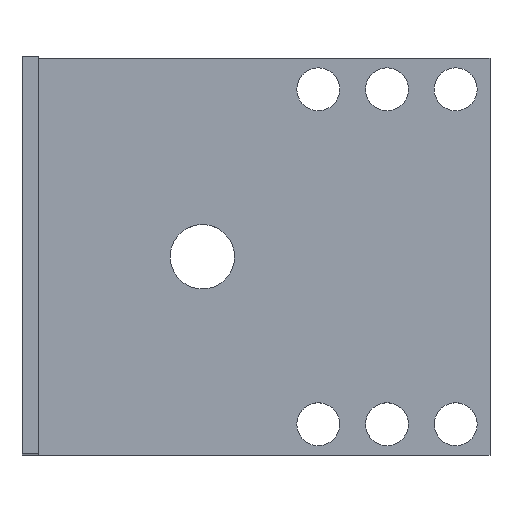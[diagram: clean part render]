
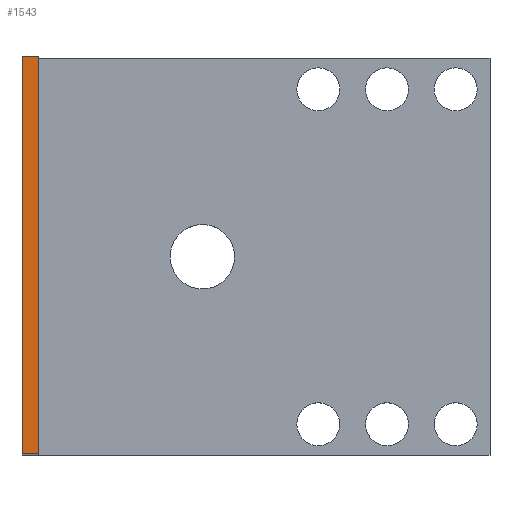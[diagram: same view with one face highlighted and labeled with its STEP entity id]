
A CAD part, top view. The second image highlights one B-rep face of the part: STEP entity #1543.
In plain terms, the highlighted planar face has unit normal (0, 0, 1).
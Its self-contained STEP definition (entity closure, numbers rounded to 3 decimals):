
#397 = PLANE('',#398);
#398 = AXIS2_PLACEMENT_3D('',#399,#400,#401);
#399 = CARTESIAN_POINT('',(0.,0.,1.5));
#400 = DIRECTION('',(0.,1.,0.));
#401 = DIRECTION('',(1.,0.,0.));
#499 = PLANE('',#500);
#500 = AXIS2_PLACEMENT_3D('',#501,#502,#503);
#501 = CARTESIAN_POINT('',(0.,37.,1.5));
#502 = DIRECTION('',(1.,0.,0.));
#503 = DIRECTION('',(0.,-1.,0.));
#603 = PLANE('',#604);
#604 = AXIS2_PLACEMENT_3D('',#605,#606,#607);
#605 = CARTESIAN_POINT('',(1.5,37.,1.5));
#606 = DIRECTION('',(0.,-1.,0.));
#607 = DIRECTION('',(-1.,0.,0.));
#971 = VERTEX_POINT('',#972);
#972 = CARTESIAN_POINT('',(0.,0.,86.));
#993 = EDGE_CURVE('',#971,#994,#996,.T.);
#994 = VERTEX_POINT('',#995);
#995 = CARTESIAN_POINT('',(1.5,0.,86.));
#996 = SURFACE_CURVE('',#997,(#1001,#1008),.PCURVE_S1.);
#997 = LINE('',#998,#999);
#998 = CARTESIAN_POINT('',(0.,0.,86.));
#999 = VECTOR('',#1000,1.);
#1000 = DIRECTION('',(1.,0.,0.));
#1001 = PCURVE('',#397,#1002);
#1002 = DEFINITIONAL_REPRESENTATION('',(#1003),#1007);
#1003 = LINE('',#1004,#1005);
#1004 = CARTESIAN_POINT('',(0.,-84.5));
#1005 = VECTOR('',#1006,1.);
#1006 = DIRECTION('',(1.,0.));
#1007 = ( GEOMETRIC_REPRESENTATION_CONTEXT(2) 
PARAMETRIC_REPRESENTATION_CONTEXT() REPRESENTATION_CONTEXT('2D SPACE',''
  ) );
#1008 = PCURVE('',#1009,#1014);
#1009 = PLANE('',#1010);
#1010 = AXIS2_PLACEMENT_3D('',#1011,#1012,#1013);
#1011 = CARTESIAN_POINT('',(0.75,18.5,86.));
#1012 = DIRECTION('',(0.,0.,1.));
#1013 = DIRECTION('',(1.,0.,0.));
#1014 = DEFINITIONAL_REPRESENTATION('',(#1015),#1019);
#1015 = LINE('',#1016,#1017);
#1016 = CARTESIAN_POINT('',(-0.75,-18.5));
#1017 = VECTOR('',#1018,1.);
#1018 = DIRECTION('',(1.,0.));
#1019 = ( GEOMETRIC_REPRESENTATION_CONTEXT(2) 
PARAMETRIC_REPRESENTATION_CONTEXT() REPRESENTATION_CONTEXT('2D SPACE',''
  ) );
#1035 = PLANE('',#1036);
#1036 = AXIS2_PLACEMENT_3D('',#1037,#1038,#1039);
#1037 = CARTESIAN_POINT('',(1.5,0.,1.5));
#1038 = DIRECTION('',(-1.,0.,0.));
#1039 = DIRECTION('',(0.,1.,0.));
#1100 = VERTEX_POINT('',#1101);
#1101 = CARTESIAN_POINT('',(0.,37.,86.));
#1122 = EDGE_CURVE('',#1100,#971,#1123,.T.);
#1123 = SURFACE_CURVE('',#1124,(#1128,#1135),.PCURVE_S1.);
#1124 = LINE('',#1125,#1126);
#1125 = CARTESIAN_POINT('',(0.,37.,86.));
#1126 = VECTOR('',#1127,1.);
#1127 = DIRECTION('',(0.,-1.,0.));
#1128 = PCURVE('',#499,#1129);
#1129 = DEFINITIONAL_REPRESENTATION('',(#1130),#1134);
#1130 = LINE('',#1131,#1132);
#1131 = CARTESIAN_POINT('',(0.,-84.5));
#1132 = VECTOR('',#1133,1.);
#1133 = DIRECTION('',(1.,0.));
#1134 = ( GEOMETRIC_REPRESENTATION_CONTEXT(2) 
PARAMETRIC_REPRESENTATION_CONTEXT() REPRESENTATION_CONTEXT('2D SPACE',''
  ) );
#1135 = PCURVE('',#1009,#1136);
#1136 = DEFINITIONAL_REPRESENTATION('',(#1137),#1141);
#1137 = LINE('',#1138,#1139);
#1138 = CARTESIAN_POINT('',(-0.75,18.5));
#1139 = VECTOR('',#1140,1.);
#1140 = DIRECTION('',(0.,-1.));
#1141 = ( GEOMETRIC_REPRESENTATION_CONTEXT(2) 
PARAMETRIC_REPRESENTATION_CONTEXT() REPRESENTATION_CONTEXT('2D SPACE',''
  ) );
#1499 = VERTEX_POINT('',#1500);
#1500 = CARTESIAN_POINT('',(1.5,37.,86.));
#1521 = EDGE_CURVE('',#1499,#1100,#1522,.T.);
#1522 = SURFACE_CURVE('',#1523,(#1527,#1534),.PCURVE_S1.);
#1523 = LINE('',#1524,#1525);
#1524 = CARTESIAN_POINT('',(1.5,37.,86.));
#1525 = VECTOR('',#1526,1.);
#1526 = DIRECTION('',(-1.,0.,0.));
#1527 = PCURVE('',#603,#1528);
#1528 = DEFINITIONAL_REPRESENTATION('',(#1529),#1533);
#1529 = LINE('',#1530,#1531);
#1530 = CARTESIAN_POINT('',(0.,-84.5));
#1531 = VECTOR('',#1532,1.);
#1532 = DIRECTION('',(1.,0.));
#1533 = ( GEOMETRIC_REPRESENTATION_CONTEXT(2) 
PARAMETRIC_REPRESENTATION_CONTEXT() REPRESENTATION_CONTEXT('2D SPACE',''
  ) );
#1534 = PCURVE('',#1009,#1535);
#1535 = DEFINITIONAL_REPRESENTATION('',(#1536),#1540);
#1536 = LINE('',#1537,#1538);
#1537 = CARTESIAN_POINT('',(0.75,18.5));
#1538 = VECTOR('',#1539,1.);
#1539 = DIRECTION('',(-1.,0.));
#1540 = ( GEOMETRIC_REPRESENTATION_CONTEXT(2) 
PARAMETRIC_REPRESENTATION_CONTEXT() REPRESENTATION_CONTEXT('2D SPACE',''
  ) );
#1543 = ADVANCED_FACE('',(#1544),#1009,.T.);
#1544 = FACE_BOUND('',#1545,.T.);
#1545 = EDGE_LOOP('',(#1546,#1547,#1568,#1569));
#1546 = ORIENTED_EDGE('',*,*,#993,.T.);
#1547 = ORIENTED_EDGE('',*,*,#1548,.T.);
#1548 = EDGE_CURVE('',#994,#1499,#1549,.T.);
#1549 = SURFACE_CURVE('',#1550,(#1554,#1561),.PCURVE_S1.);
#1550 = LINE('',#1551,#1552);
#1551 = CARTESIAN_POINT('',(1.5,0.,86.));
#1552 = VECTOR('',#1553,1.);
#1553 = DIRECTION('',(0.,1.,0.));
#1554 = PCURVE('',#1009,#1555);
#1555 = DEFINITIONAL_REPRESENTATION('',(#1556),#1560);
#1556 = LINE('',#1557,#1558);
#1557 = CARTESIAN_POINT('',(0.75,-18.5));
#1558 = VECTOR('',#1559,1.);
#1559 = DIRECTION('',(0.,1.));
#1560 = ( GEOMETRIC_REPRESENTATION_CONTEXT(2) 
PARAMETRIC_REPRESENTATION_CONTEXT() REPRESENTATION_CONTEXT('2D SPACE',''
  ) );
#1561 = PCURVE('',#1035,#1562);
#1562 = DEFINITIONAL_REPRESENTATION('',(#1563),#1567);
#1563 = LINE('',#1564,#1565);
#1564 = CARTESIAN_POINT('',(0.,-84.5));
#1565 = VECTOR('',#1566,1.);
#1566 = DIRECTION('',(1.,0.));
#1567 = ( GEOMETRIC_REPRESENTATION_CONTEXT(2) 
PARAMETRIC_REPRESENTATION_CONTEXT() REPRESENTATION_CONTEXT('2D SPACE',''
  ) );
#1568 = ORIENTED_EDGE('',*,*,#1521,.T.);
#1569 = ORIENTED_EDGE('',*,*,#1122,.T.);
